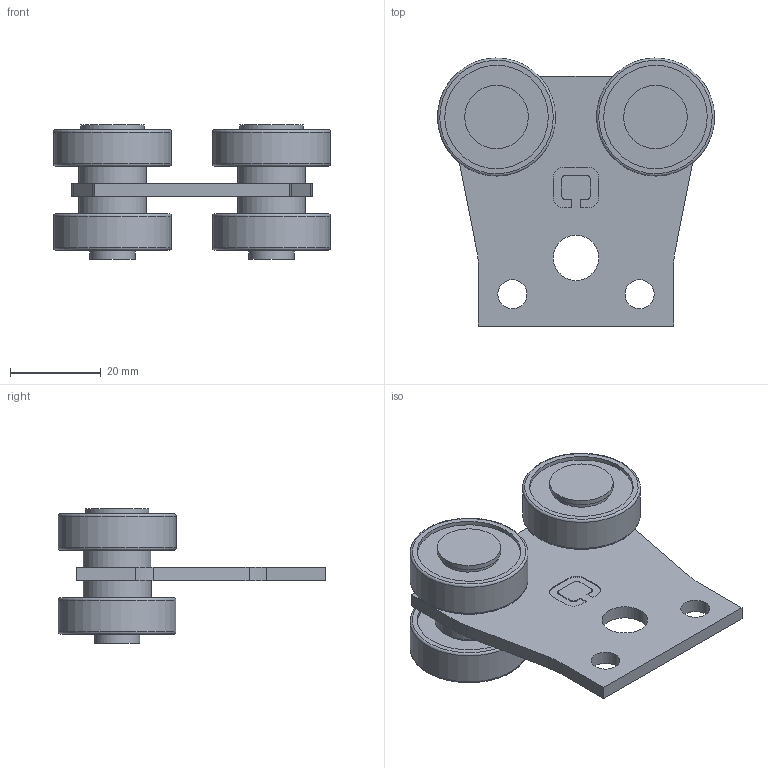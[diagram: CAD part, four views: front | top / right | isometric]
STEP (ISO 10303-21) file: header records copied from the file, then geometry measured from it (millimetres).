
FILE_DESCRIPTION(('STEP AP203'), '1');
FILE_NAME('210.RC35 Òåëåæêà RC35 ñ îòâåðñòèÿìè äëÿ ïîäâåøèâàíèÿ ãðóçà', '', ('UNSPECIFIED'), ('UNSPECIFIED'), 'ASCON STEP Converter 1.3', 'ASCON Math Kernel', '');
FILE_SCHEMA(('CONFIG_CONTROL_DESIGN'));
Length unit declared in the file: millimetre
Products named in the file (1): 210.RC35
Bounding box: 61 x 59 x 29.6 mm (x, y, z)
Volume: 25548.1 mm3; surface area: 13396.1 mm2
Topology: 1 solids, 1 shells, 108 faces, 217 edges, 142 vertices
Faces by surface type: plane 53, cylinder 43, torus 10, cone 2
Full cylindrical faces by diameter (mm): 6.4 x2, 10 x3, 13.2 x8, 14 x2, 15 x4, 22.8 x8, 26 x4
Entity records: 3544 total; most frequent: DIRECTION 494, CARTESIAN_POINT 425, ORIENTED_EDGE 348, AXIS2_PLACEMENT_3D 211, EDGE_LOOP 188, EDGE_CURVE 174, VERTEX_POINT 142, COLOUR_RGB 109
